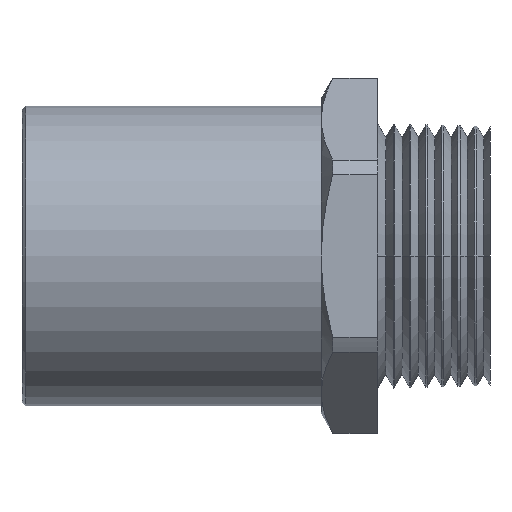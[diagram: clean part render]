
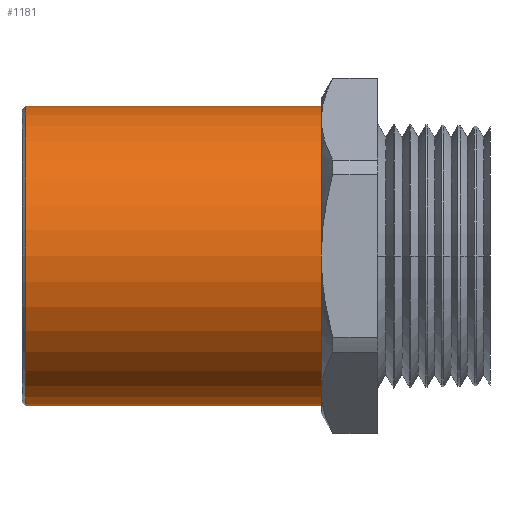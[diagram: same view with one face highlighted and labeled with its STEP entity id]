
A CAD part, front view. The second image highlights one B-rep face of the part: STEP entity #1181.
In plain terms, the highlighted cylindrical face has radius 10.496 mm (diameter 20.993 mm), a partial arc.
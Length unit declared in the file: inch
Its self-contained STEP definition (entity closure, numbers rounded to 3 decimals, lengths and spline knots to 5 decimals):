
#454 = LINE ( 'NONE', #514, #513 ) ;
#501 = CARTESIAN_POINT ( 'NONE',  ( -0.465, 0., -0.41325 ) ) ;
#502 = DIRECTION ( 'NONE',  ( -1., 0., 0. ) ) ;
#503 = VECTOR ( 'NONE', #502, 39.37008 ) ;
#504 = CARTESIAN_POINT ( 'NONE',  ( -0.59111, 0., -0.41325 ) ) ;
#505 = LINE ( 'NONE', #504, #503 ) ;
#506 = CARTESIAN_POINT ( 'NONE',  ( -0.465, 0., 0.41325 ) ) ;
#512 = DIRECTION ( 'NONE',  ( -1., 0., 0. ) ) ;
#513 = VECTOR ( 'NONE', #512, 39.37008 ) ;
#514 = CARTESIAN_POINT ( 'NONE',  ( -0.59111, 0., 0.41325 ) ) ;
#681 = DIRECTION ( 'NONE',  ( 0., 0., 1. ) ) ;
#682 = DIRECTION ( 'NONE',  ( -1., 0., 0. ) ) ;
#683 = CARTESIAN_POINT ( 'NONE',  ( -0.465, 0., 0. ) ) ;
#684 = AXIS2_PLACEMENT_3D ( 'NONE', #683, #682, #681 ) ;
#685 = CIRCLE ( 'NONE', #684, 0.41325 ) ;
#877 = EDGE_CURVE ( 'NONE', #880, #1490, #454, .T. ) ;
#880 = VERTEX_POINT ( 'NONE', #506 ) ;
#881 = EDGE_CURVE ( 'NONE', #883, #1483, #505, .T. ) ;
#883 = VERTEX_POINT ( 'NONE', #501 ) ;
#970 = EDGE_CURVE ( 'NONE', #883, #880, #685, .T. ) ;
#1181 = ADVANCED_FACE ( 'NONE', ( #1745 ), #1744, .T. ) ;
#1196 = EDGE_CURVE ( 'NONE', #1490, #1483, #1777, .T. ) ;
#1199 = ORIENTED_EDGE ( 'NONE', *, *, #877, .T. ) ;
#1200 = ORIENTED_EDGE ( 'NONE', *, *, #1196, .T. ) ;
#1202 = ORIENTED_EDGE ( 'NONE', *, *, #881, .F. ) ;
#1203 = EDGE_LOOP ( 'NONE', ( #1202, #1206, #1199, #1200 ) ) ;
#1206 = ORIENTED_EDGE ( 'NONE', *, *, #970, .T. ) ;
#1483 = VERTEX_POINT ( 'NONE', #2197 ) ;
#1490 = VERTEX_POINT ( 'NONE', #2179 ) ;
#1740 = DIRECTION ( 'NONE',  ( 0., 0., 1. ) ) ;
#1741 = DIRECTION ( 'NONE',  ( -1., 0., 0. ) ) ;
#1742 = AXIS2_PLACEMENT_3D ( 'NONE', #1751, #1741, #1740 ) ;
#1744 = CYLINDRICAL_SURFACE ( 'NONE', #1742, 0.41325 ) ;
#1745 = FACE_OUTER_BOUND ( 'NONE', #1203, .T. ) ;
#1751 = CARTESIAN_POINT ( 'NONE',  ( -0.59111, 0., 0. ) ) ;
#1773 = DIRECTION ( 'NONE',  ( 0., 0., -1. ) ) ;
#1774 = DIRECTION ( 'NONE',  ( 1., 0., 0. ) ) ;
#1775 = CARTESIAN_POINT ( 'NONE',  ( -1.28, 0., 0. ) ) ;
#1776 = AXIS2_PLACEMENT_3D ( 'NONE', #1775, #1774, #1773 ) ;
#1777 = CIRCLE ( 'NONE', #1776, 0.41325 ) ;
#2179 = CARTESIAN_POINT ( 'NONE',  ( -1.28, 0., 0.41325 ) ) ;
#2197 = CARTESIAN_POINT ( 'NONE',  ( -1.28, 0., -0.41325 ) ) ;
